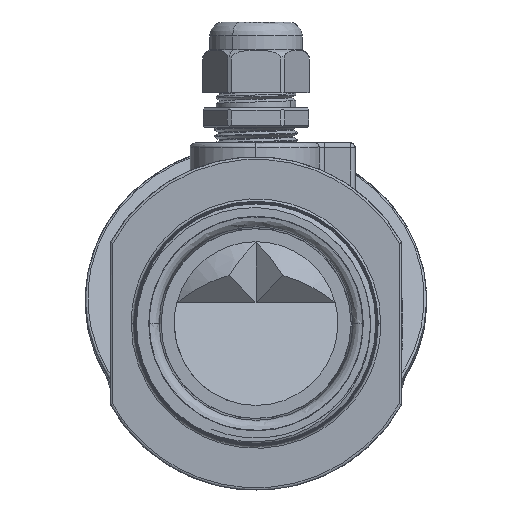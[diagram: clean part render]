
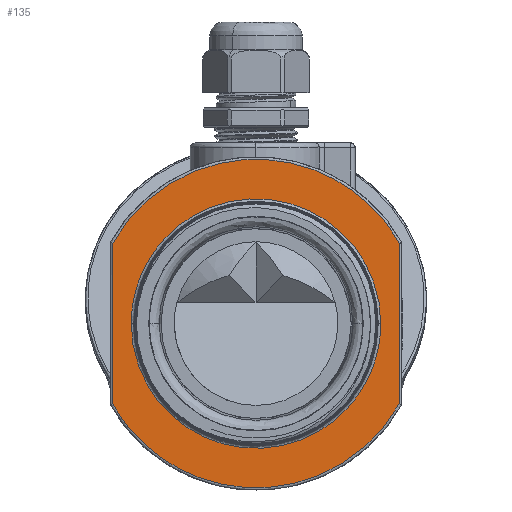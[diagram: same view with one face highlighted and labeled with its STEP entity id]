
A CAD part, front view. The second image highlights one B-rep face of the part: STEP entity #135.
In plain terms, the highlighted planar face has unit normal (0, -1, 0).
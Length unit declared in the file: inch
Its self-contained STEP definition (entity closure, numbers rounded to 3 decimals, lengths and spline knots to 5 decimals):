
#135 = ADVANCED_FACE ( 'NONE', ( #11748, #16981 ), #16039, .F. ) ;
#1385 = CARTESIAN_POINT ( 'NONE',  ( 1.435, 0., 0.80424 ) ) ;
#5512 = CARTESIAN_POINT ( 'NONE',  ( 1.24923, 0., 0. ) ) ;
#6308 = CARTESIAN_POINT ( 'NONE',  ( -1.435, 0., 0.81074 ) ) ;
#7185 = CARTESIAN_POINT ( 'NONE',  ( -0.72555, 0., -2.0701 ) ) ;
#9183 =( BOUNDED_CURVE ( )  B_SPLINE_CURVE ( 3, ( #14315, #10759, #7185, #33231 ),
 .UNSPECIFIED., .F., .F. ) 
 B_SPLINE_CURVE_WITH_KNOTS ( ( 4, 4 ),
 ( 0., 1. ),
 .UNSPECIFIED. ) 
 CURVE ( )  GEOMETRIC_REPRESENTATION_ITEM ( )  RATIONAL_B_SPLINE_CURVE ( ( 1., 0.659, 0.659, 1. ) ) 
 REPRESENTATION_ITEM ( '' )  );
#9263 = CARTESIAN_POINT ( 'NONE',  ( 1.24923, 0., -2.49847 ) ) ;
#10031 = EDGE_CURVE ( 'NONE', #41737, #31275, #15482, .T. ) ;
#10759 = CARTESIAN_POINT ( 'NONE',  ( 0.72555, 0., -2.0701 ) ) ;
#11748 = FACE_OUTER_BOUND ( 'NONE', #15946, .T. ) ;
#12767 = EDGE_LOOP ( 'NONE', ( #29136, #30578 ) ) ;
#13108 = DIRECTION ( 'NONE',  ( 1., 0., 0. ) ) ;
#13599 = VERTEX_POINT ( 'NONE', #29687 ) ;
#14315 = CARTESIAN_POINT ( 'NONE',  ( 1.435, 0., -0.80424 ) ) ;
#15082 = EDGE_CURVE ( 'NONE', #13599, #15238, #25169, .T. ) ;
#15238 = VERTEX_POINT ( 'NONE', #5512 ) ;
#15482 = LINE ( 'NONE', #30677, #37053 ) ;
#15742 = ORIENTED_EDGE ( 'NONE', *, *, #25329, .F. ) ;
#15946 = EDGE_LOOP ( 'NONE', ( #15742, #47467, #45942, #47000 ) ) ;
#16039 = PLANE ( 'NONE',  #29324 ) ;
#16981 = FACE_BOUND ( 'NONE', #12767, .T. ) ;
#17835 = CARTESIAN_POINT ( 'NONE',  ( -1.435, 0., -0.80424 ) ) ;
#20394 = VERTEX_POINT ( 'NONE', #17835 ) ;
#20584 = DIRECTION ( 'NONE',  ( 0., 1., 0. ) ) ;
#20589 = CARTESIAN_POINT ( 'NONE',  ( -1.435, 0., 0.80424 ) ) ;
#22181 = CARTESIAN_POINT ( 'NONE',  ( -1.24923, 0., 0. ) ) ;
#22504 = CARTESIAN_POINT ( 'NONE',  ( -1.24923, 0., 2.49847 ) ) ;
#22712 = CARTESIAN_POINT ( 'NONE',  ( 0.72555, 0., 2.0701 ) ) ;
#23548 = CARTESIAN_POINT ( 'NONE',  ( 0., 0., 0. ) ) ;
#24538 =( BOUNDED_CURVE ( )  B_SPLINE_CURVE ( 3, ( #25949, #48050, #22504, #22181 ),
 .UNSPECIFIED., .F., .F. ) 
 B_SPLINE_CURVE_WITH_KNOTS ( ( 4, 4 ),
 ( 0., 1. ),
 .UNSPECIFIED. ) 
 CURVE ( )  GEOMETRIC_REPRESENTATION_ITEM ( )  RATIONAL_B_SPLINE_CURVE ( ( 1., 0.333, 0.333, 1. ) ) 
 REPRESENTATION_ITEM ( '' )  );
#25169 =( BOUNDED_CURVE ( )  B_SPLINE_CURVE ( 3, ( #28472, #31554, #9263, #28004 ),
 .UNSPECIFIED., .F., .F. ) 
 B_SPLINE_CURVE_WITH_KNOTS ( ( 4, 4 ),
 ( 0., 1. ),
 .UNSPECIFIED. ) 
 CURVE ( )  GEOMETRIC_REPRESENTATION_ITEM ( )  RATIONAL_B_SPLINE_CURVE ( ( 1., 0.333, 0.333, 1. ) ) 
 REPRESENTATION_ITEM ( '' )  );
#25329 = EDGE_CURVE ( 'NONE', #20394, #40618, #46165, .T. ) ;
#25949 = CARTESIAN_POINT ( 'NONE',  ( 1.24923, 0., 0. ) ) ;
#26152 = CARTESIAN_POINT ( 'NONE',  ( -0.72555, 0., 2.0701 ) ) ;
#28004 = CARTESIAN_POINT ( 'NONE',  ( 1.24923, 0., 0. ) ) ;
#28472 = CARTESIAN_POINT ( 'NONE',  ( -1.24923, 0., 0. ) ) ;
#28692 = CARTESIAN_POINT ( 'NONE',  ( 1.435, 0., -0.80424 ) ) ;
#29136 = ORIENTED_EDGE ( 'NONE', *, *, #43664, .F. ) ;
#29324 = AXIS2_PLACEMENT_3D ( 'NONE', #23548, #20584, #13108 ) ;
#29687 = CARTESIAN_POINT ( 'NONE',  ( -1.24923, 0., 0. ) ) ;
#30578 = ORIENTED_EDGE ( 'NONE', *, *, #15082, .F. ) ;
#30677 = CARTESIAN_POINT ( 'NONE',  ( 1.435, 0., 0.81074 ) ) ;
#31275 = VERTEX_POINT ( 'NONE', #28692 ) ;
#31554 = CARTESIAN_POINT ( 'NONE',  ( -1.24923, 0., -2.49847 ) ) ;
#32198 = EDGE_CURVE ( 'NONE', #31275, #20394, #9183, .T. ) ;
#32341 = DIRECTION ( 'NONE',  ( 0., 0., 1. ) ) ;
#33231 = CARTESIAN_POINT ( 'NONE',  ( -1.435, 0., -0.80424 ) ) ;
#35287 =( BOUNDED_CURVE ( )  B_SPLINE_CURVE ( 3, ( #37681, #26152, #22712, #41420 ),
 .UNSPECIFIED., .F., .F. ) 
 B_SPLINE_CURVE_WITH_KNOTS ( ( 4, 4 ),
 ( 0., 1. ),
 .UNSPECIFIED. ) 
 CURVE ( )  GEOMETRIC_REPRESENTATION_ITEM ( )  RATIONAL_B_SPLINE_CURVE ( ( 1., 0.659, 0.659, 1. ) ) 
 REPRESENTATION_ITEM ( '' )  );
#37053 = VECTOR ( 'NONE', #45635, 39.37008 ) ;
#37681 = CARTESIAN_POINT ( 'NONE',  ( -1.435, 0., 0.80424 ) ) ;
#39751 = VECTOR ( 'NONE', #32341, 39.37008 ) ;
#40618 = VERTEX_POINT ( 'NONE', #20589 ) ;
#41420 = CARTESIAN_POINT ( 'NONE',  ( 1.435, 0., 0.80424 ) ) ;
#41737 = VERTEX_POINT ( 'NONE', #1385 ) ;
#43664 = EDGE_CURVE ( 'NONE', #15238, #13599, #24538, .T. ) ;
#45046 = EDGE_CURVE ( 'NONE', #40618, #41737, #35287, .T. ) ;
#45635 = DIRECTION ( 'NONE',  ( 0., 0., -1. ) ) ;
#45942 = ORIENTED_EDGE ( 'NONE', *, *, #10031, .F. ) ;
#46165 = LINE ( 'NONE', #6308, #39751 ) ;
#47000 = ORIENTED_EDGE ( 'NONE', *, *, #45046, .F. ) ;
#47467 = ORIENTED_EDGE ( 'NONE', *, *, #32198, .F. ) ;
#48050 = CARTESIAN_POINT ( 'NONE',  ( 1.24923, 0., 2.49847 ) ) ;
